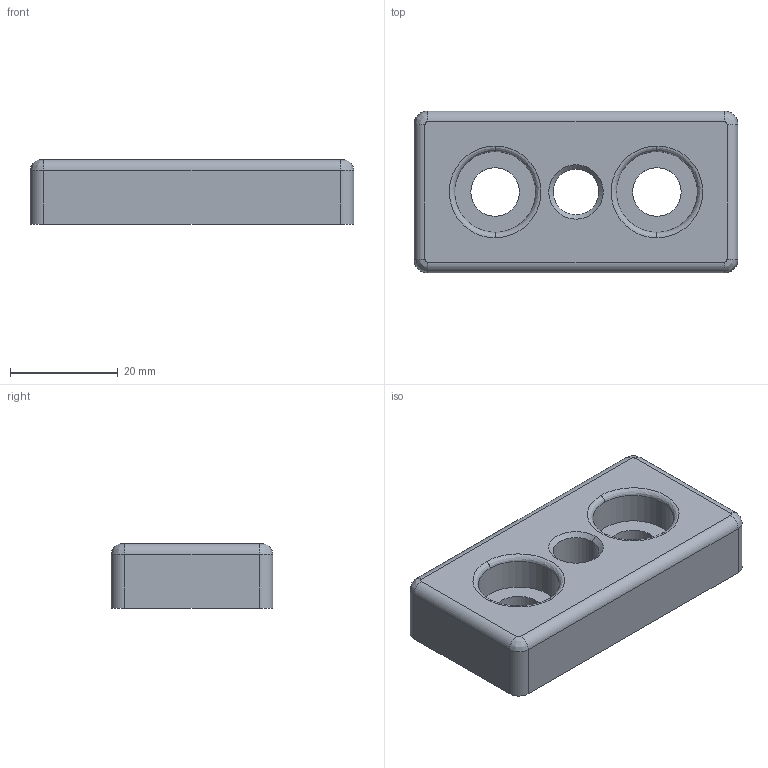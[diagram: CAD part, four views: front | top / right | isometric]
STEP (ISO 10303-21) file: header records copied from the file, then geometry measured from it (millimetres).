
FILE_DESCRIPTION (( 'STEP AP214' ), '1' );
FILE_NAME ('BASE08H1653-Plaque de base 8 60x30 M10 ep16mm Noir.step', '2023-03-24T09:51:50', ( 'Altae' ), ( '' ), 'SwSTEP 2.0', 'SolidWorks 2021', '' );
FILE_SCHEMA (( 'AUTOMOTIVE_DESIGN' ));
Length unit declared in the file: millimetre
Products named in the file (1): BASE08H1653-Plaque de base 8 60x30 M10 ep16mm Noir
Bounding box: 60 x 30 x 12 mm (x, y, z)
Volume: 14520.9 mm3; surface area: 8490.1 mm2
Topology: 1 solids, 1 shells, 206 faces, 486 edges, 292 vertices
Faces by surface type: cylinder 98, bspline 62, plane 44, cone 2
Entity records: 7009 total; most frequent: CARTESIAN_POINT 2420, ORIENTED_EDGE 972, DIRECTION 954, EDGE_CURVE 486, AXIS2_PLACEMENT_3D 379, VERTEX_POINT 292, CIRCLE 234, EDGE_LOOP 222
